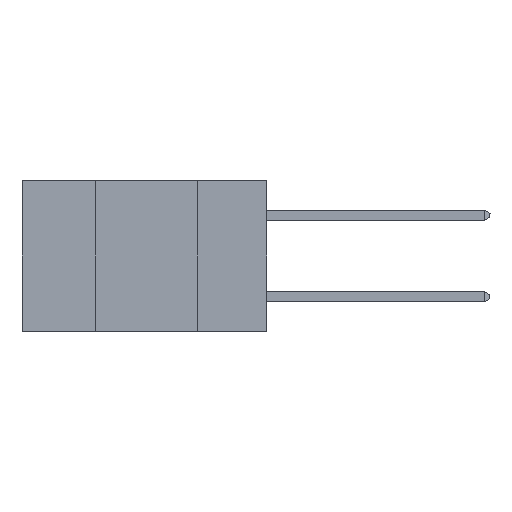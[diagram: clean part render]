
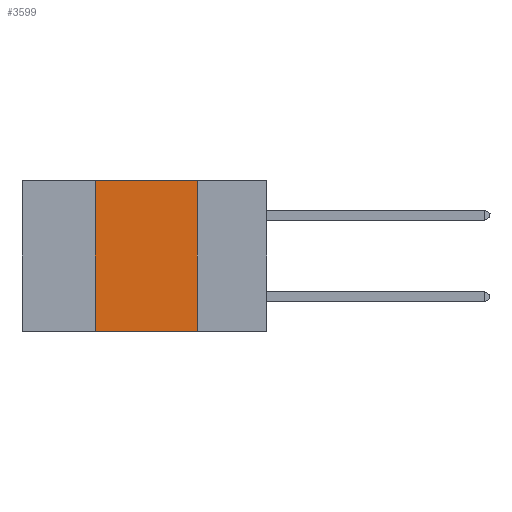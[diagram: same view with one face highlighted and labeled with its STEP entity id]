
A CAD part, left-side view. The second image highlights one B-rep face of the part: STEP entity #3599.
In plain terms, the highlighted planar face has unit normal (-1, 0, 0).
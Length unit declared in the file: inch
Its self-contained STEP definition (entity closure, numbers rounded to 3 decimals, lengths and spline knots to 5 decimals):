
#823 = LINE ( 'NONE', #4146, #5662 ) ;
#1104 = CARTESIAN_POINT ( 'NONE',  ( 0., 0.6, -0.37 ) ) ;
#1208 = LINE ( 'NONE', #1104, #12654 ) ;
#1711 = FACE_OUTER_BOUND ( 'NONE', #12029, .T. ) ;
#2671 = DIRECTION ( 'NONE',  ( 0., -1., 0. ) ) ;
#3599 = ADVANCED_FACE ( 'NONE', ( #1711 ), #20214, .F. ) ;
#3988 = AXIS2_PLACEMENT_3D ( 'NONE', #14794, #12833, #17705 ) ;
#4146 = CARTESIAN_POINT ( 'NONE',  ( 0., 0.17, 0. ) ) ;
#4181 = ORIENTED_EDGE ( 'NONE', *, *, #12838, .F. ) ;
#4411 = VERTEX_POINT ( 'NONE', #11898 ) ;
#4721 = ORIENTED_EDGE ( 'NONE', *, *, #17696, .F. ) ;
#5099 = LINE ( 'NONE', #19440, #7997 ) ;
#5496 = DIRECTION ( 'NONE',  ( 0., 0., -1. ) ) ;
#5662 = VECTOR ( 'NONE', #5496, 39.37008 ) ;
#5782 = VERTEX_POINT ( 'NONE', #11551 ) ;
#6230 = VECTOR ( 'NONE', #19265, 39.37008 ) ;
#6643 = DIRECTION ( 'NONE',  ( 0., 0., 1. ) ) ;
#7852 = LINE ( 'NONE', #14180, #6230 ) ;
#7997 = VECTOR ( 'NONE', #6643, 39.37008 ) ;
#9862 = VERTEX_POINT ( 'NONE', #16849 ) ;
#10267 = ORIENTED_EDGE ( 'NONE', *, *, #17498, .F. ) ;
#10863 = EDGE_CURVE ( 'NONE', #9862, #5782, #1208, .T. ) ;
#11551 = CARTESIAN_POINT ( 'NONE',  ( 0., 0.17, -0.37 ) ) ;
#11898 = CARTESIAN_POINT ( 'NONE',  ( 0., 0.17, 0. ) ) ;
#12029 = EDGE_LOOP ( 'NONE', ( #4721, #4181, #10267, #13819 ) ) ;
#12654 = VECTOR ( 'NONE', #2671, 39.37008 ) ;
#12833 = DIRECTION ( 'NONE',  ( 1., 0., 0. ) ) ;
#12838 = EDGE_CURVE ( 'NONE', #14583, #4411, #7852, .T. ) ;
#13819 = ORIENTED_EDGE ( 'NONE', *, *, #10863, .T. ) ;
#14180 = CARTESIAN_POINT ( 'NONE',  ( 0., 0.6, 0. ) ) ;
#14583 = VERTEX_POINT ( 'NONE', #18222 ) ;
#14794 = CARTESIAN_POINT ( 'NONE',  ( 0., 0.6, 0. ) ) ;
#16849 = CARTESIAN_POINT ( 'NONE',  ( 0., 0.42, -0.37 ) ) ;
#17498 = EDGE_CURVE ( 'NONE', #9862, #14583, #5099, .T. ) ;
#17696 = EDGE_CURVE ( 'NONE', #4411, #5782, #823, .T. ) ;
#17705 = DIRECTION ( 'NONE',  ( 0., 0., -1. ) ) ;
#18222 = CARTESIAN_POINT ( 'NONE',  ( 0., 0.42, 0. ) ) ;
#19265 = DIRECTION ( 'NONE',  ( 0., -1., 0. ) ) ;
#19440 = CARTESIAN_POINT ( 'NONE',  ( 0., 0.42, 0. ) ) ;
#20214 = PLANE ( 'NONE',  #3988 ) ;
